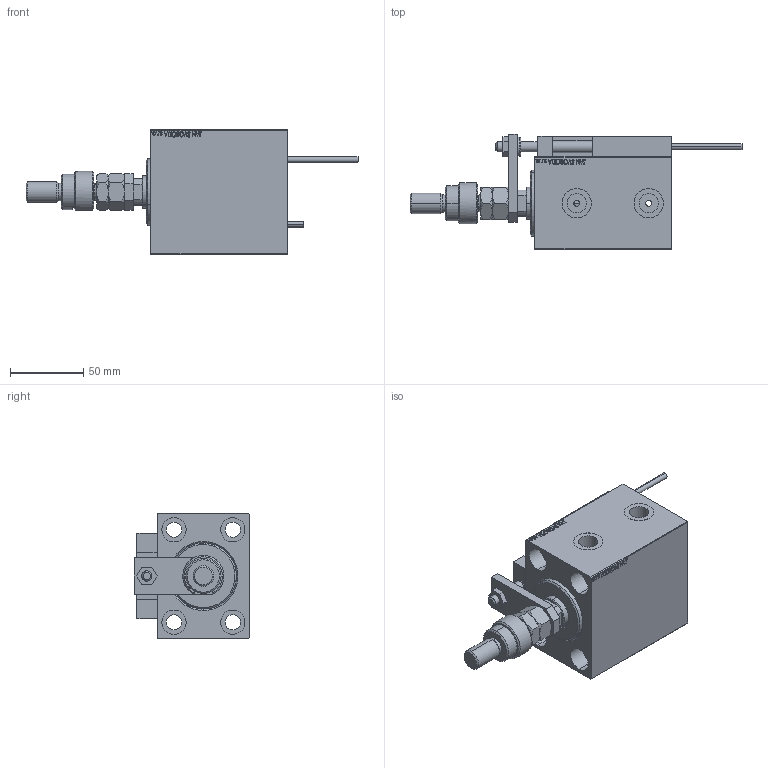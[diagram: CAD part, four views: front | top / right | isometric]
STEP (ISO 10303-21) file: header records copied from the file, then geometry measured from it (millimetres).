
FILE_DESCRIPTION (( 'STEP AP203' ), '1' );
FILE_NAME ('b8cf.STEP', '2022-04-17T08:51:09', ( '' ), ( '' ), 'SwSTEP 2.0', 'SolidWorks 2019', '' );
FILE_SCHEMA (( 'CONFIG_CONTROL_DESIGN' ));
Length unit declared in the file: millimetre
Products named in the file (18): Block feeb472ebbac4055f090d1ab290bd00d; ZARAZKA feeb472ebbac4055f090d1ab290bd00d; MFA feeb472ebbac4055f090d1ab290bd00d; FEMALE_PART_FOR_DFA feeb472ebbac4055f090d1ab290bd00d; ALLEN BOLT D5 feeb472ebbac4055f090d1ab290bd00d; V450CM_C_VCP feeb472ebbac4055f090d1ab290bd00d; V450CM_VC_B feeb472ebbac4055f090d1ab290bd00d; SWITCH DIM B,W feeb472ebbac4055f090d1ab290bd00d; KONCOVKA feeb472ebbac4055f090d1ab290bd00d; TYC_L79 feeb472ebbac4055f090d1ab290bd00d; b8cf; SWITCH X feeb472ebbac4055f090d1ab290bd00d; X_Y_DFA feeb472ebbac4055f090d1ab290bd00d; MAGNET feeb472ebbac4055f090d1ab290bd00d; ALLEN BOLT D8 feeb472ebbac4055f090d1ab290bd00d; SWITCH_X_FRONT_BACK feeb472ebbac4055f090d1ab290bd00d; V450CM_C_Body feeb472ebbac4055f090d1ab290bd00d; NUT_D12 feeb472ebbac4055f090d1ab290bd00d
Assembly tree (27 placements, depth 3):
  b8cf
    V450CM_C_Body feeb472ebbac4055f090d1ab290bd00d
    SWITCH X feeb472ebbac4055f090d1ab290bd00d
      SWITCH_X_FRONT_BACK feeb472ebbac4055f090d1ab290bd00d  x2
      TYC_L79 feeb472ebbac4055f090d1ab290bd00d
      Block feeb472ebbac4055f090d1ab290bd00d  x2
      ALLEN BOLT D5 feeb472ebbac4055f090d1ab290bd00d  x4
      ALLEN BOLT D8 feeb472ebbac4055f090d1ab290bd00d  x4
      MAGNET feeb472ebbac4055f090d1ab290bd00d  x2
      KONCOVKA feeb472ebbac4055f090d1ab290bd00d  x2
    NUT_D12 feeb472ebbac4055f090d1ab290bd00d
    SWITCH DIM B,W feeb472ebbac4055f090d1ab290bd00d
    ZARAZKA feeb472ebbac4055f090d1ab290bd00d
    V450CM_C_VCP feeb472ebbac4055f090d1ab290bd00d
    V450CM_VC_B feeb472ebbac4055f090d1ab290bd00d
    X_Y_DFA feeb472ebbac4055f090d1ab290bd00d
      FEMALE_PART_FOR_DFA feeb472ebbac4055f090d1ab290bd00d
      MFA feeb472ebbac4055f090d1ab290bd00d
Bounding box: 226 x 78.5 x 85 mm (x, y, z)
Volume: 495818.9 mm3; surface area: 108835 mm2
Topology: 25 solids, 25 shells, 1381 faces, 3282 edges, 2087 vertices
Faces by surface type: plane 592, bspline 380, cylinder 211, cone 146, torus 48, sphere 4
Entity records: 53504 total; most frequent: CARTESIAN_POINT 26805, ORIENTED_EDGE 5584, DIRECTION 3914, EDGE_CURVE 2792, VERTEX_POINT 1811, VECTOR 1554, LINE 1554, EDGE_LOOP 1301
